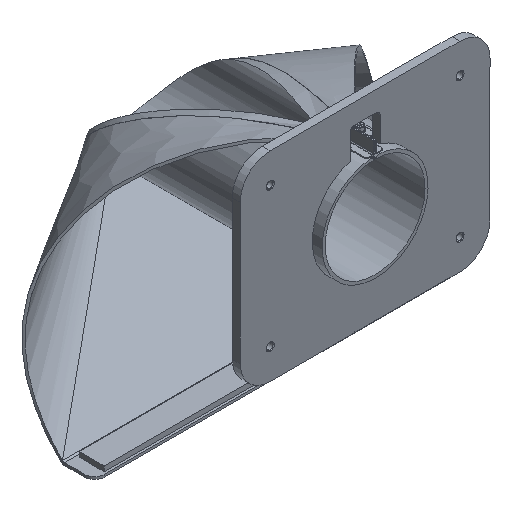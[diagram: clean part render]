
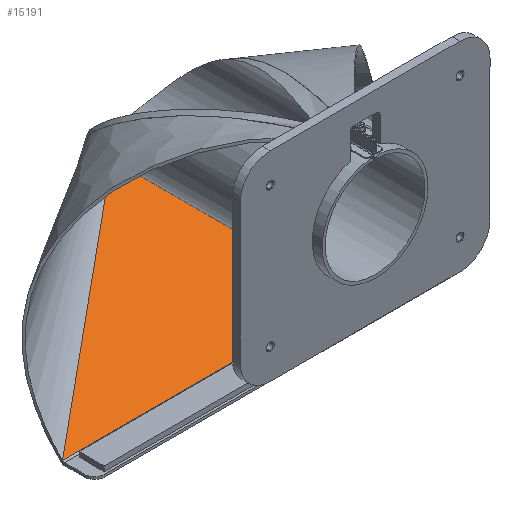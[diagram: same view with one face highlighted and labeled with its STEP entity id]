
A CAD part, isometric view. The second image highlights one B-rep face of the part: STEP entity #15191.
In plain terms, the highlighted face is planar.
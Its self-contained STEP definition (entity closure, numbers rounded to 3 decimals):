
#288 = VERTEX_POINT ( 'NONE', #6475 ) ;
#501 = CARTESIAN_POINT ( 'NONE',  ( 54.323, 8.601, 192.141 ) ) ;
#1426 = CARTESIAN_POINT ( 'NONE',  ( 127.557, -112.169, 118.908 ) ) ;
#1493 = EDGE_LOOP ( 'NONE', ( #4404, #4065, #3116, #19816 ) ) ;
#1956 = CARTESIAN_POINT ( 'NONE',  ( 180.517, 187.067, 65.947 ) ) ;
#2159 = CARTESIAN_POINT ( 'NONE',  ( 96.388, 68.09, 150.077 ) ) ;
#2751 = VERTEX_POINT ( 'NONE', #18627 ) ;
#3116 = ORIENTED_EDGE ( 'NONE', *, *, #9359, .F. ) ;
#3131 = AXIS2_PLACEMENT_3D ( 'NONE', #9718, #14623, #9917 ) ;
#4065 = ORIENTED_EDGE ( 'NONE', *, *, #7923, .T. ) ;
#4404 = ORIENTED_EDGE ( 'NONE', *, *, #8687, .F. ) ;
#4532 = CARTESIAN_POINT ( 'NONE',  ( 153.912, -149.441, 92.553 ) ) ;
#4636 = CARTESIAN_POINT ( 'NONE',  ( 107.791, -84.216, 138.674 ) ) ;
#5572 = VERTEX_POINT ( 'NONE', #19569 ) ;
#5587 = CARTESIAN_POINT ( 'NONE',  ( 54.323, -8.601, 192.141 ) ) ;
#6124 = CARTESIAN_POINT ( 'NONE',  ( 114.379, -93.534, 132.085 ) ) ;
#6227 = CARTESIAN_POINT ( 'NONE',  ( 55.081, -9.672, 191.384 ) ) ;
#6475 = CARTESIAN_POINT ( 'NONE',  ( 180.517, 187.067, 65.947 ) ) ;
#7132 = VERTEX_POINT ( 'NONE', #12402 ) ;
#7923 = EDGE_CURVE ( 'NONE', #5572, #288, #13349, .T. ) ;
#8115 = PLANE ( 'NONE',  #3131 ) ;
#8687 = EDGE_CURVE ( 'NONE', #5572, #2751, #20617, .T. ) ;
#8832 = CARTESIAN_POINT ( 'NONE',  ( 180.517, -93.54, 65.947 ) ) ;
#9233 = CARTESIAN_POINT ( 'NONE',  ( 54.828, -9.315, 191.636 ) ) ;
#9359 = EDGE_CURVE ( 'NONE', #7132, #288, #12028, .T. ) ;
#9718 = CARTESIAN_POINT ( 'NONE',  ( 114.375, -93.54, 132.09 ) ) ;
#9917 = DIRECTION ( 'NONE',  ( -0.707, 0., 0.707 ) ) ;
#11044 = CARTESIAN_POINT ( 'NONE',  ( 54.576, -8.958, 191.889 ) ) ;
#11672 = CARTESIAN_POINT ( 'NONE',  ( 138.453, 127.579, 108.012 ) ) ;
#12028 = LINE ( 'NONE', #8832, #19541 ) ;
#12402 = CARTESIAN_POINT ( 'NONE',  ( 180.517, -187.067, 65.947 ) ) ;
#12541 = CARTESIAN_POINT ( 'NONE',  ( 101.202, -74.898, 145.263 ) ) ;
#12648 = CARTESIAN_POINT ( 'NONE',  ( 140.734, -130.805, 105.73 ) ) ;
#12752 = CARTESIAN_POINT ( 'NONE',  ( 81.436, -46.944, 165.029 ) ) ;
#12858 = CARTESIAN_POINT ( 'NONE',  ( 162.78, -161.983, 83.684 ) ) ;
#13349 = B_SPLINE_CURVE_WITH_KNOTS ( 'NONE', 3,
 ( #16683, #2159, #11672, #1956 ),
 .UNSPECIFIED., .F., .F.,
 ( 4, 4 ),
 ( 0.423, 0.676 ),
 .UNSPECIFIED. ) ;
#13546 = CARTESIAN_POINT ( 'NONE',  ( 55.227, -2.891, 191.237 ) ) ;
#13858 = CARTESIAN_POINT ( 'NONE',  ( 54.323, -8.601, 192.141 ) ) ;
#14623 = DIRECTION ( 'NONE',  ( -0.707, 0., -0.707 ) ) ;
#15191 = ADVANCED_FACE ( 'NONE', ( #19610 ), #8115, .T. ) ;
#16157 = CARTESIAN_POINT ( 'NONE',  ( 171.649, -174.525, 74.816 ) ) ;
#16683 = CARTESIAN_POINT ( 'NONE',  ( 54.323, 8.601, 192.141 ) ) ;
#18216 = DIRECTION ( 'NONE',  ( 0., 1., 0. ) ) ;
#18627 = CARTESIAN_POINT ( 'NONE',  ( 54.323, -8.601, 192.141 ) ) ;
#18919 = B_SPLINE_CURVE_WITH_KNOTS ( 'NONE', 3,
 ( #5587, #11044, #9233, #6227, #19133, #12752, #19033, #12541, #4636, #6124, #1426, #12648, #4532, #12858, #16157, #19236 ),
 .UNSPECIFIED., .F., .F.,
 ( 4, 3, 3, 3, 3, 4 ),
 ( 0.433, 0.435, 0.514, 0.553, 0.633, 0.686 ),
 .UNSPECIFIED. ) ;
#19033 = CARTESIAN_POINT ( 'NONE',  ( 94.613, -65.58, 151.851 ) ) ;
#19075 = EDGE_CURVE ( 'NONE', #2751, #7132, #18919, .T. ) ;
#19133 = CARTESIAN_POINT ( 'NONE',  ( 68.258, -28.308, 178.206 ) ) ;
#19236 = CARTESIAN_POINT ( 'NONE',  ( 180.517, -187.067, 65.947 ) ) ;
#19541 = VECTOR ( 'NONE', #18216, 1000. ) ;
#19569 = CARTESIAN_POINT ( 'NONE',  ( 54.323, 8.601, 192.141 ) ) ;
#19610 = FACE_OUTER_BOUND ( 'NONE', #1493, .T. ) ;
#19816 = ORIENTED_EDGE ( 'NONE', *, *, #19075, .F. ) ;
#20037 = CARTESIAN_POINT ( 'NONE',  ( 55.227, 2.891, 191.237 ) ) ;
#20617 =( BOUNDED_CURVE ( )  B_SPLINE_CURVE ( 3, ( #501, #20037, #13546, #13858 ),
 .UNSPECIFIED., .F., .F. ) 
 B_SPLINE_CURVE_WITH_KNOTS ( ( 4, 4 ),
 ( 2.985, 3.299 ),
 .UNSPECIFIED. ) 
 CURVE ( )  GEOMETRIC_REPRESENTATION_ITEM ( )  RATIONAL_B_SPLINE_CURVE ( ( 1., 0.992, 0.992, 1. ) ) 
 REPRESENTATION_ITEM ( '' )  );
